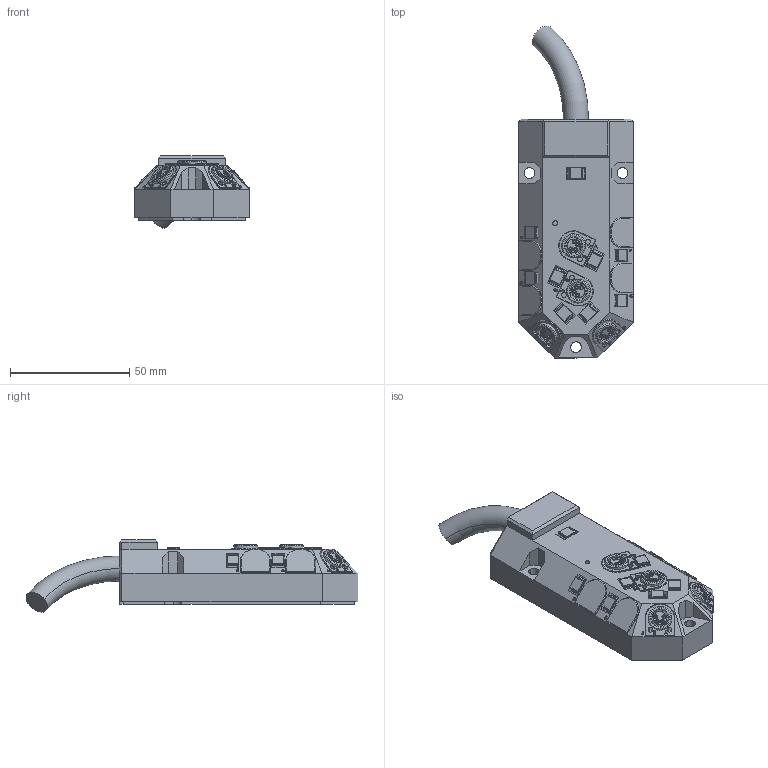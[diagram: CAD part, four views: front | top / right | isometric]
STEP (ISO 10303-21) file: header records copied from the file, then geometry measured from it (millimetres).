
FILE_DESCRIPTION(('CATIA V5R20 STEP214','CAx-IF Rec.Pracs.--- Model Styling and Organization---1.2---2011-12-15'),'2;1');
FILE_NAME ('D1456144_0_1784590000_1784590000.stp','2018-09-17T08:30:47+00:00',('none'),('Weidmueller'),'CATIA Version 5-6 Release 2014 SP4 HF52','CATIA V5 STEP AP214','none');
FILE_SCHEMA(('AUTOMOTIVE_DESIGN { 1 0 10303 214 1 1 1 1 }'));
Products named in the file (1):  1784590000 
Bounding box: 48 x 139.17 x 30.29 mm (x, y, z)
Volume: 35856.6 mm3; surface area: 43122.1 mm2
Topology: 20 solids, 20 shells, 2673 faces, 7200 edges, 4642 vertices
Faces by surface type: bspline 1643, plane 798, cylinder 184, cone 18, sphere 16, torus 14
Entity records: 82491 total; most frequent: CARTESIAN_POINT 31777, ORIENTED_EDGE 14336, EDGE_CURVE 7168, VERTEX_POINT 4642, DIRECTION 4177, B_SPLINE_CURVE_WITH_KNOTS 3521, EDGE_LOOP 2888, ADVANCED_FACE 2673
